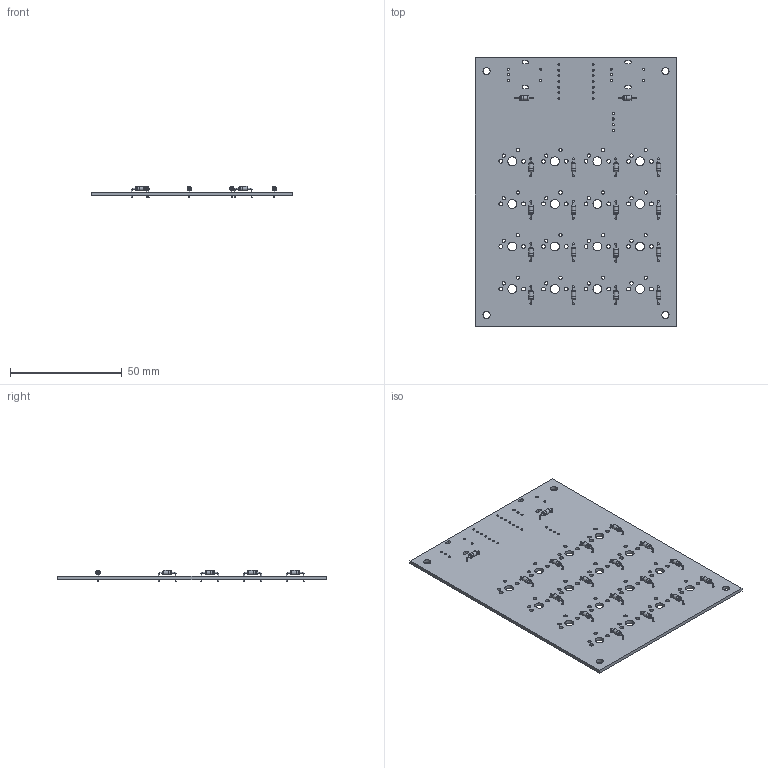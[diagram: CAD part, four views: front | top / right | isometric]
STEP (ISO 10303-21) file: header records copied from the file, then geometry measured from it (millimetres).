
FILE_DESCRIPTION(('KiCad electronic assembly'),'2;1');
FILE_NAME('Numpad.step','2025-12-15T22:57:24',('Pcbnew'),('Kicad'), 'Open CASCADE STEP processor 7.9','KiCad to STEP converter','Unknown' );
FILE_SCHEMA(('AUTOMOTIVE_DESIGN { 1 0 10303 214 1 1 1 1 }'));
Length unit declared in the file: millimetre
Products named in the file (3): Numpad 1; D_DO-35_SOD27_P7.62mm_Horizontal; Numpad_PCB
Assembly tree (19 placements, depth 2):
  Numpad 1
    D_DO-35_SOD27_P7.62mm_Horizontal  x18
    Numpad_PCB
Bounding box: 90 x 120 x 5.01 mm (x, y, z)
Volume: 15955.2 mm3; surface area: 23524.5 mm2
Topology: 37 solids, 37 shells, 458 faces, 936 edges, 588 vertices
Faces by surface type: cylinder 264, plane 122, torus 72
Full cylindrical faces by diameter (mm): 0.5 x54, 0.8 x36, 0.889 x14, 1 x14, 1.5 x32, 1.7 x32, 2 x36, 2.02 x18, 3.2 x4, 4 x16
Entity records: 7145 total; most frequent: DIRECTION 1270, CARTESIAN_POINT 1084, ORIENTED_EDGE 1056, AXIS2_PLACEMENT_3D 536, EDGE_CURVE 528, FACE_BOUND 492, EDGE_LOOP 492, VERTEX_POINT 350
